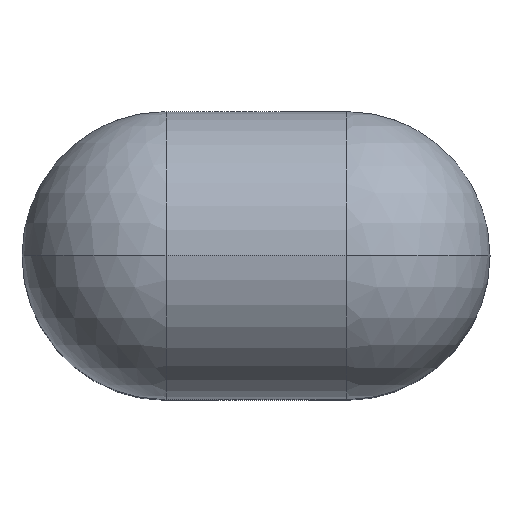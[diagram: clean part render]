
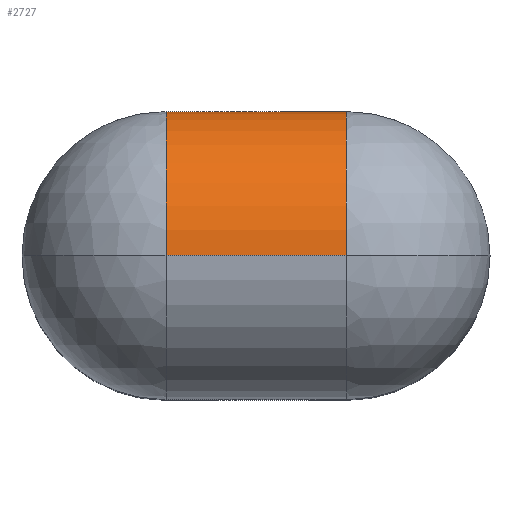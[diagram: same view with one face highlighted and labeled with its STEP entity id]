
A CAD part, top view. The second image highlights one B-rep face of the part: STEP entity #2727.
In plain terms, the highlighted cylindrical face has radius 2 mm (diameter 4 mm), a partial arc.
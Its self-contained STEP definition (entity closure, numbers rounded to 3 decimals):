
#9 = FACE_OUTER_BOUND ( 'NONE', #10987, .T. ) ;
#76 = DIRECTION ( 'NONE',  ( 0., 0., 1. ) ) ;
#244 = CARTESIAN_POINT ( 'NONE',  ( 0., 0., 10.5 ) ) ;
#490 = VECTOR ( 'NONE', #7897, 1000. ) ;
#534 = EDGE_CURVE ( 'NONE', #2537, #1306, #5733, .T. ) ;
#998 = VERTEX_POINT ( 'NONE', #10156 ) ;
#1003 = EDGE_CURVE ( 'NONE', #3780, #1306, #1515, .T. ) ;
#1020 = CYLINDRICAL_SURFACE ( 'NONE', #5823, 2. ) ;
#1306 = VERTEX_POINT ( 'NONE', #6957 ) ;
#1515 = CIRCLE ( 'NONE', #8516, 2. ) ;
#1731 = CARTESIAN_POINT ( 'NONE',  ( 0., 0., 8.5 ) ) ;
#2537 = VERTEX_POINT ( 'NONE', #7735 ) ;
#2727 = ADVANCED_FACE ( 'NONE', ( #9 ), #1020, .T. ) ;
#3457 = ORIENTED_EDGE ( 'NONE', *, *, #9839, .F. ) ;
#3527 = CARTESIAN_POINT ( 'NONE',  ( -1.25, 2., 8.5 ) ) ;
#3553 = EDGE_CURVE ( 'NONE', #2537, #998, #10650, .T. ) ;
#3780 = VERTEX_POINT ( 'NONE', #3527 ) ;
#4344 = ORIENTED_EDGE ( 'NONE', *, *, #534, .F. ) ;
#5541 = DIRECTION ( 'NONE',  ( 1., 0., 0. ) ) ;
#5581 = DIRECTION ( 'NONE',  ( 1., 0., 0. ) ) ;
#5733 = LINE ( 'NONE', #244, #490 ) ;
#5823 = AXIS2_PLACEMENT_3D ( 'NONE', #1731, #12178, #6535 ) ;
#6217 = VECTOR ( 'NONE', #5541, 1000. ) ;
#6346 = DIRECTION ( 'NONE',  ( 0., 0., 1. ) ) ;
#6465 = AXIS2_PLACEMENT_3D ( 'NONE', #8545, #7608, #76 ) ;
#6507 = LINE ( 'NONE', #9570, #6217 ) ;
#6535 = DIRECTION ( 'NONE',  ( 0., 0., 1. ) ) ;
#6957 = CARTESIAN_POINT ( 'NONE',  ( -1.25, 0., 10.5 ) ) ;
#7026 = ORIENTED_EDGE ( 'NONE', *, *, #3553, .T. ) ;
#7608 = DIRECTION ( 'NONE',  ( -1., 0., 0. ) ) ;
#7735 = CARTESIAN_POINT ( 'NONE',  ( 1.25, 0., 10.5 ) ) ;
#7897 = DIRECTION ( 'NONE',  ( -1., 0., 0. ) ) ;
#8122 = ORIENTED_EDGE ( 'NONE', *, *, #1003, .T. ) ;
#8516 = AXIS2_PLACEMENT_3D ( 'NONE', #12114, #5581, #6346 ) ;
#8545 = CARTESIAN_POINT ( 'NONE',  ( 1.25, 0., 8.5 ) ) ;
#9570 = CARTESIAN_POINT ( 'NONE',  ( -3.25, 2., 8.5 ) ) ;
#9839 = EDGE_CURVE ( 'NONE', #3780, #998, #6507, .T. ) ;
#10156 = CARTESIAN_POINT ( 'NONE',  ( 1.25, 2., 8.5 ) ) ;
#10650 = CIRCLE ( 'NONE', #6465, 2. ) ;
#10987 = EDGE_LOOP ( 'NONE', ( #4344, #7026, #3457, #8122 ) ) ;
#12114 = CARTESIAN_POINT ( 'NONE',  ( -1.25, 0., 8.5 ) ) ;
#12178 = DIRECTION ( 'NONE',  ( -1., 0., 0. ) ) ;
